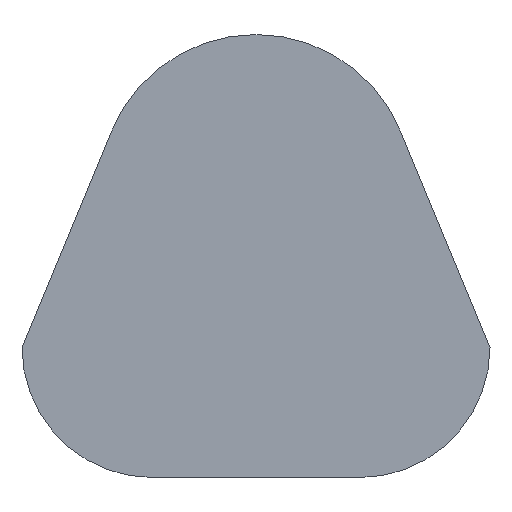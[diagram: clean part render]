
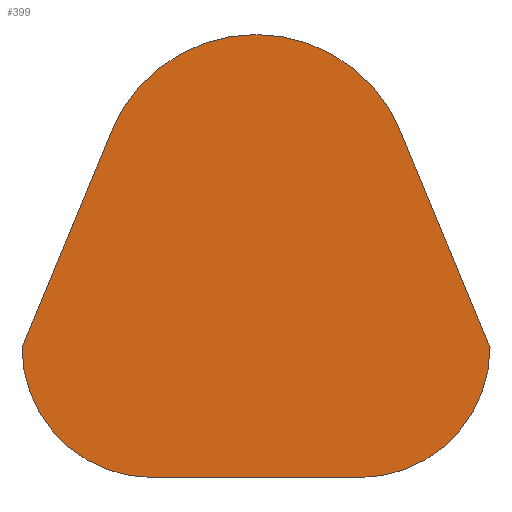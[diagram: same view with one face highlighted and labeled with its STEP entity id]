
A CAD part, front view. The second image highlights one B-rep face of the part: STEP entity #399.
In plain terms, the highlighted planar face has unit normal (0, -1, 0).
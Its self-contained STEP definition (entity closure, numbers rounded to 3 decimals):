
#27 = ORIENTED_EDGE ( 'NONE', *, *, #381, .F. ) ;
#34 = DIRECTION ( 'NONE',  ( 0., 0., 1. ) ) ;
#43 = VERTEX_POINT ( 'NONE', #277 ) ;
#50 = AXIS2_PLACEMENT_3D ( 'NONE', #379, #267, #367 ) ;
#58 = EDGE_CURVE ( 'NONE', #203, #409, #217, .T. ) ;
#62 = VECTOR ( 'NONE', #406, 1000. ) ;
#80 = EDGE_CURVE ( 'NONE', #169, #43, #118, .T. ) ;
#82 = CARTESIAN_POINT ( 'NONE',  ( -7.969, 0., -12.01 ) ) ;
#87 = CARTESIAN_POINT ( 'NONE',  ( -11.087, 0., 4.592 ) ) ;
#99 = DIRECTION ( 'NONE',  ( 0., 1., 0. ) ) ;
#113 = CARTESIAN_POINT ( 'NONE',  ( 11.087, 0., 4.592 ) ) ;
#118 = LINE ( 'NONE', #168, #403 ) ;
#121 = CIRCLE ( 'NONE', #50, 9.99 ) ;
#140 = EDGE_CURVE ( 'NONE', #555, #606, #253, .T. ) ;
#145 = DIRECTION ( 'NONE',  ( 0., 0., 1. ) ) ;
#156 = VERTEX_POINT ( 'NONE', #476 ) ;
#168 = CARTESIAN_POINT ( 'NONE',  ( -17.959, 0., 0. ) ) ;
#169 = VERTEX_POINT ( 'NONE', #380 ) ;
#177 = VECTOR ( 'NONE', #334, 1000. ) ;
#191 = DIRECTION ( 'NONE',  ( 0., -1., 0. ) ) ;
#203 = VERTEX_POINT ( 'NONE', #228 ) ;
#208 = PLANE ( 'NONE',  #412 ) ;
#217 = LINE ( 'NONE', #422, #342 ) ;
#221 = DIRECTION ( 'NONE',  ( 0., 0., 1. ) ) ;
#228 = CARTESIAN_POINT ( 'NONE',  ( 17.959, 0., -12. ) ) ;
#253 = CIRCLE ( 'NONE', #592, 12. ) ;
#267 = DIRECTION ( 'NONE',  ( 0., 1., 0. ) ) ;
#272 = CARTESIAN_POINT ( 'NONE',  ( 0., 0., 0. ) ) ;
#275 = CARTESIAN_POINT ( 'NONE',  ( -11.087, 0., 4.592 ) ) ;
#277 = CARTESIAN_POINT ( 'NONE',  ( -17.959, 0., -12.01 ) ) ;
#302 = CARTESIAN_POINT ( 'NONE',  ( -7.969, 0., -22. ) ) ;
#305 = CARTESIAN_POINT ( 'NONE',  ( 17.959, 0., -12.01 ) ) ;
#331 = DIRECTION ( 'NONE',  ( 0., 1., 0. ) ) ;
#333 = ORIENTED_EDGE ( 'NONE', *, *, #80, .T. ) ;
#334 = DIRECTION ( 'NONE',  ( 0.383, 0., -0.924 ) ) ;
#337 = ORIENTED_EDGE ( 'NONE', *, *, #58, .F. ) ;
#342 = VECTOR ( 'NONE', #485, 1000. ) ;
#354 = EDGE_CURVE ( 'NONE', #43, #405, #517, .T. ) ;
#358 = CARTESIAN_POINT ( 'NONE',  ( 0., 0., -22. ) ) ;
#367 = DIRECTION ( 'NONE',  ( 0., 0., 1. ) ) ;
#379 = CARTESIAN_POINT ( 'NONE',  ( 7.969, 0., -12.01 ) ) ;
#380 = CARTESIAN_POINT ( 'NONE',  ( -17.959, 0., -12. ) ) ;
#381 = EDGE_CURVE ( 'NONE', #156, #405, #400, .T. ) ;
#383 = LINE ( 'NONE', #113, #177 ) ;
#394 = ORIENTED_EDGE ( 'NONE', *, *, #639, .F. ) ;
#399 = ADVANCED_FACE ( 'NONE', ( #678 ), #208, .F. ) ;
#400 = LINE ( 'NONE', #358, #62 ) ;
#403 = VECTOR ( 'NONE', #489, 1000. ) ;
#405 = VERTEX_POINT ( 'NONE', #302 ) ;
#406 = DIRECTION ( 'NONE',  ( -1., 0., 0. ) ) ;
#409 = VERTEX_POINT ( 'NONE', #305 ) ;
#411 = EDGE_CURVE ( 'NONE', #555, #169, #415, .T. ) ;
#412 = AXIS2_PLACEMENT_3D ( 'NONE', #683, #99, #145 ) ;
#415 = LINE ( 'NONE', #87, #615 ) ;
#422 = CARTESIAN_POINT ( 'NONE',  ( 17.959, 0., 0. ) ) ;
#467 = ORIENTED_EDGE ( 'NONE', *, *, #354, .T. ) ;
#476 = CARTESIAN_POINT ( 'NONE',  ( 7.969, 0., -22. ) ) ;
#485 = DIRECTION ( 'NONE',  ( 0., 0., -1. ) ) ;
#489 = DIRECTION ( 'NONE',  ( 0., 0., -1. ) ) ;
#490 = EDGE_CURVE ( 'NONE', #409, #156, #121, .T. ) ;
#516 = ORIENTED_EDGE ( 'NONE', *, *, #411, .T. ) ;
#517 = CIRCLE ( 'NONE', #632, 9.99 ) ;
#551 = ORIENTED_EDGE ( 'NONE', *, *, #490, .F. ) ;
#554 = ORIENTED_EDGE ( 'NONE', *, *, #140, .F. ) ;
#555 = VERTEX_POINT ( 'NONE', #275 ) ;
#578 = EDGE_LOOP ( 'NONE', ( #554, #516, #333, #467, #27, #551, #337, #394 ) ) ;
#588 = CARTESIAN_POINT ( 'NONE',  ( 11.087, 0., 4.592 ) ) ;
#592 = AXIS2_PLACEMENT_3D ( 'NONE', #272, #331, #221 ) ;
#606 = VERTEX_POINT ( 'NONE', #588 ) ;
#615 = VECTOR ( 'NONE', #628, 1000. ) ;
#628 = DIRECTION ( 'NONE',  ( -0.383, 0., -0.924 ) ) ;
#632 = AXIS2_PLACEMENT_3D ( 'NONE', #82, #191, #34 ) ;
#639 = EDGE_CURVE ( 'NONE', #606, #203, #383, .T. ) ;
#678 = FACE_OUTER_BOUND ( 'NONE', #578, .T. ) ;
#683 = CARTESIAN_POINT ( 'NONE',  ( 0., 0., 0. ) ) ;
